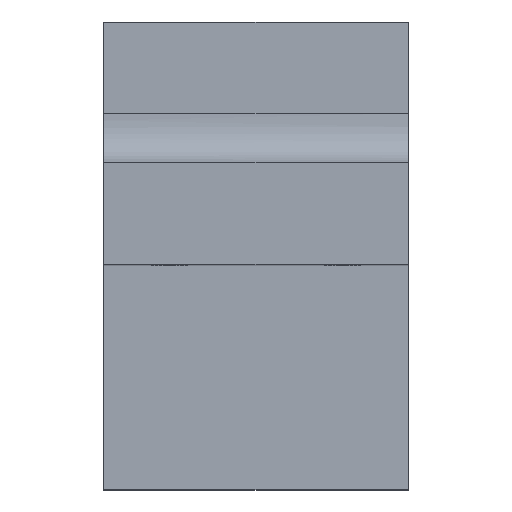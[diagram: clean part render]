
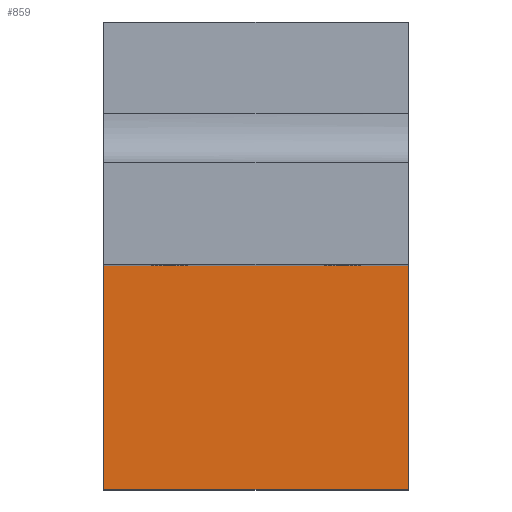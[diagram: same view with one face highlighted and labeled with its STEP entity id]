
A CAD part, top view. The second image highlights one B-rep face of the part: STEP entity #859.
In plain terms, the highlighted planar face has unit normal (0, 0, 1).
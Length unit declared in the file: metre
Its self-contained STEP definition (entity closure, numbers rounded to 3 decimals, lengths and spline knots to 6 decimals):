
#51=LINE('',#1271,#105);
#70=LINE('',#1347,#124);
#74=LINE('',#1369,#128);
#82=LINE('',#1402,#136);
#105=VECTOR('',#1023,1.);
#124=VECTOR('',#1076,1.);
#128=VECTOR('',#1096,1.);
#136=VECTOR('',#1114,1.);
#234=ORIENTED_EDGE('',*,*,#425,.T.);
#235=ORIENTED_EDGE('',*,*,#401,.T.);
#236=ORIENTED_EDGE('',*,*,#368,.F.);
#237=ORIENTED_EDGE('',*,*,#412,.F.);
#368=EDGE_CURVE('',#472,#473,#51,.T.);
#401=EDGE_CURVE('',#502,#473,#70,.T.);
#412=EDGE_CURVE('',#511,#472,#74,.T.);
#425=EDGE_CURVE('',#511,#502,#82,.T.);
#472=VERTEX_POINT('',#1270);
#473=VERTEX_POINT('',#1272);
#502=VERTEX_POINT('',#1348);
#511=VERTEX_POINT('',#1368);
#626=EDGE_LOOP('',(#234,#235,#236,#237));
#740=FACE_BOUND('',#626,.T.);
#830=PLANE('',#952);
#859=ADVANCED_FACE('',(#740),#830,.F.);
#952=AXIS2_PLACEMENT_3D('',#1406,#1118,#1119);
#1023=DIRECTION('',(0.,1.,0.));
#1076=DIRECTION('',(-1.,0.,0.));
#1096=DIRECTION('',(-1.,0.,0.));
#1114=DIRECTION('',(0.,1.,0.));
#1118=DIRECTION('',(0.,0.,-1.));
#1119=DIRECTION('',(-1.,0.,0.));
#1270=CARTESIAN_POINT('',(-0.015,-0.046,0.018375));
#1271=CARTESIAN_POINT('',(-0.015,-0.046,0.018375));
#1272=CARTESIAN_POINT('',(-0.015,-0.024,0.018375));
#1347=CARTESIAN_POINT('',(0.,-0.024,0.018375));
#1348=CARTESIAN_POINT('',(0.015,-0.024,0.018375));
#1368=CARTESIAN_POINT('',(0.015,-0.046,0.018375));
#1369=CARTESIAN_POINT('',(0.,-0.046,0.018375));
#1402=CARTESIAN_POINT('',(0.015,-0.046,0.018375));
#1406=CARTESIAN_POINT('',(0.,-0.046,0.018375));
